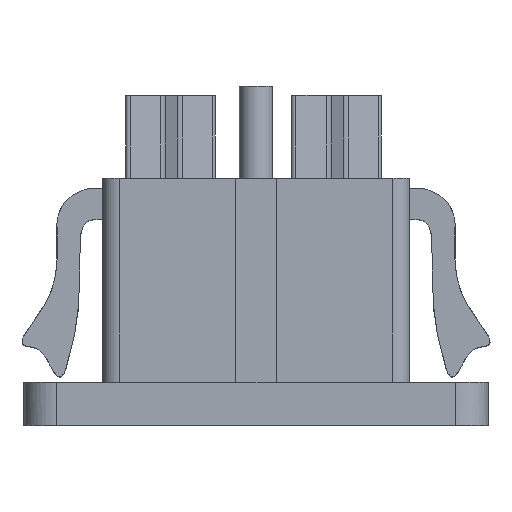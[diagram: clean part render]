
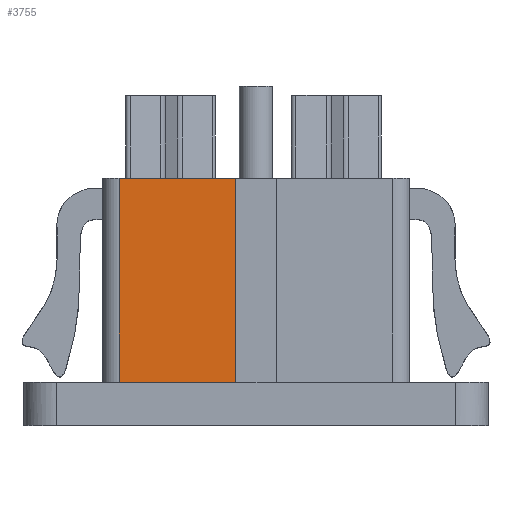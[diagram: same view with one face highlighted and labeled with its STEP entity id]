
A CAD part, top view. The second image highlights one B-rep face of the part: STEP entity #3755.
In plain terms, the highlighted free-form (B-spline) face has degree [1, 1] with [2, 2] control points.
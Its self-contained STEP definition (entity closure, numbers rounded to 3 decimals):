
#3536 = VERTEX_POINT('',#3537);
#3537 = CARTESIAN_POINT('',(-11.876,17.706,
    8.493));
#3543 = EDGE_CURVE('',#3536,#3544,#3546,.T.);
#3544 = VERTEX_POINT('',#3545);
#3545 = CARTESIAN_POINT('',(-1.799,17.706,
    8.493));
#3546 = B_SPLINE_CURVE_WITH_KNOTS('',1,(#3547,#3548),.UNSPECIFIED.,.F.,
  .F.,(2,2),(-17.5,-10.5),.PIECEWISE_BEZIER_KNOTS.);
#3547 = CARTESIAN_POINT('',(-11.876,17.706,
    8.493));
#3548 = CARTESIAN_POINT('',(-1.799,17.706,
    8.493));
#3737 = VERTEX_POINT('',#3738);
#3738 = CARTESIAN_POINT('',(-11.876,0.,8.493));
#3744 = EDGE_CURVE('',#3737,#3536,#3745,.T.);
#3745 = B_SPLINE_CURVE_WITH_KNOTS('',1,(#3746,#3747),.UNSPECIFIED.,.F.,
  .F.,(2,2),(0.,12.3),.PIECEWISE_BEZIER_KNOTS.);
#3746 = CARTESIAN_POINT('',(-11.876,0.,8.493));
#3747 = CARTESIAN_POINT('',(-11.876,17.706,
    8.493));
#3755 = ADVANCED_FACE('',(#3756),#3772,.T.);
#3756 = FACE_BOUND('',#3757,.T.);
#3757 = EDGE_LOOP('',(#3758,#3759,#3766,#3771));
#3758 = ORIENTED_EDGE('',*,*,#3744,.F.);
#3759 = ORIENTED_EDGE('',*,*,#3760,.F.);
#3760 = EDGE_CURVE('',#3761,#3737,#3763,.T.);
#3761 = VERTEX_POINT('',#3762);
#3762 = CARTESIAN_POINT('',(-1.799,0.,8.493));
#3763 = B_SPLINE_CURVE_WITH_KNOTS('',1,(#3764,#3765),.UNSPECIFIED.,.F.,
  .F.,(2,2),(-3.375,3.625),.PIECEWISE_BEZIER_KNOTS.);
#3764 = CARTESIAN_POINT('',(-1.799,0.,8.493));
#3765 = CARTESIAN_POINT('',(-11.876,0.,8.493));
#3766 = ORIENTED_EDGE('',*,*,#3767,.T.);
#3767 = EDGE_CURVE('',#3761,#3544,#3768,.T.);
#3768 = B_SPLINE_CURVE_WITH_KNOTS('',1,(#3769,#3770),.UNSPECIFIED.,.F.,
  .F.,(2,2),(0.,12.3),.PIECEWISE_BEZIER_KNOTS.);
#3769 = CARTESIAN_POINT('',(-1.799,0.,8.493));
#3770 = CARTESIAN_POINT('',(-1.799,17.706,
    8.493));
#3771 = ORIENTED_EDGE('',*,*,#3543,.F.);
#3772 = B_SPLINE_SURFACE_WITH_KNOTS('',1,1,(
    (#3773,#3774)
    ,(#3775,#3776
    )),.UNSPECIFIED.,.F.,.F.,.F.,(2,2),(2,2),(1.,8.),(0.,12.3),
  .PIECEWISE_BEZIER_KNOTS.);
#3773 = CARTESIAN_POINT('',(-11.876,0.,8.493));
#3774 = CARTESIAN_POINT('',(-11.876,17.706,
    8.493));
#3775 = CARTESIAN_POINT('',(-1.799,0.,8.493));
#3776 = CARTESIAN_POINT('',(-1.799,17.706,
    8.493));
